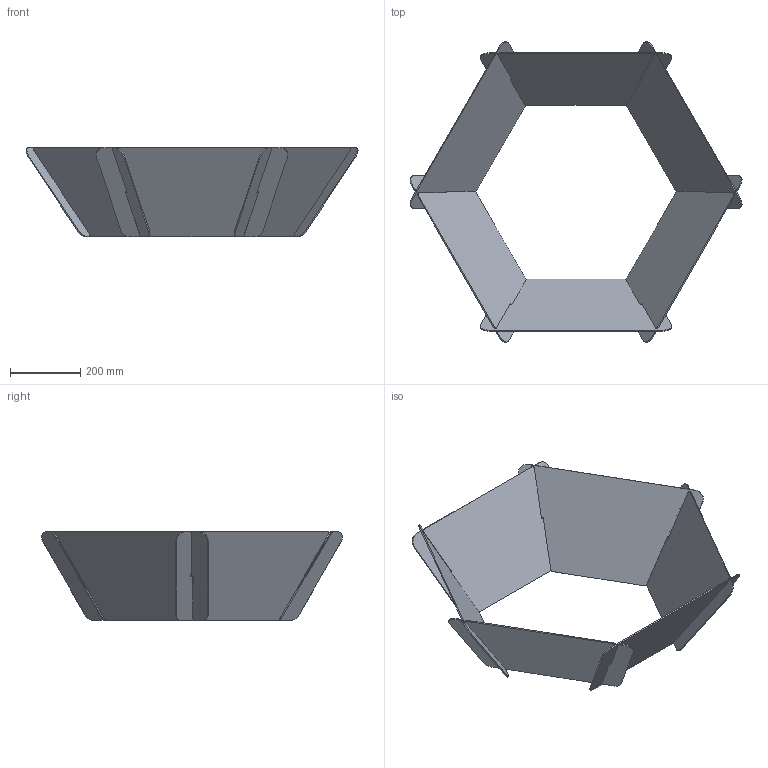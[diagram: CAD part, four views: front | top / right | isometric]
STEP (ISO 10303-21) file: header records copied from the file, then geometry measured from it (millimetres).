
FILE_DESCRIPTION(/* description */ (''),/* implementation_level */ '2;1');
FILE_NAME(/* name */ 'fire ring flat pack adjustable angled v12.step',/* time_stamp */ '2025-04-21T00:24:43-04:00',/* author */ (''),/* organization */ (''),/* preprocessor_version */ 'ST-DEVELOPER v20.1',/* originating_system */ 'Autodesk Translation Framework v14.4.0.0',/* authorisation */ '');
FILE_SCHEMA (('AUTOMOTIVE_DESIGN { 1 0 10303 214 3 1 1 }'));
Length unit declared in the file: inch
Products named in the file (3): fire ring flat pack adjustable angled; Panel Top; Panel Bottom
Assembly tree (6 placements, depth 2):
  fire ring flat pack adjustable angled
    Panel Top  x3
    Panel Bottom  x3
Bounding box: 947.49 x 859.38 x 255.59 mm (x, y, z)
Volume: 2617003.8 mm3; surface area: 1688812.4 mm2
Topology: 6 solids, 6 shells, 156 faces, 432 edges, 288 vertices
Faces by surface type: plane 84, cylinder 72
Entity records: 1795 total; most frequent: DIRECTION 314, CARTESIAN_POINT 301, ORIENTED_EDGE 288, EDGE_CURVE 144, AXIS2_PLACEMENT_3D 109, LINE 96, VECTOR 96, VERTEX_POINT 96
